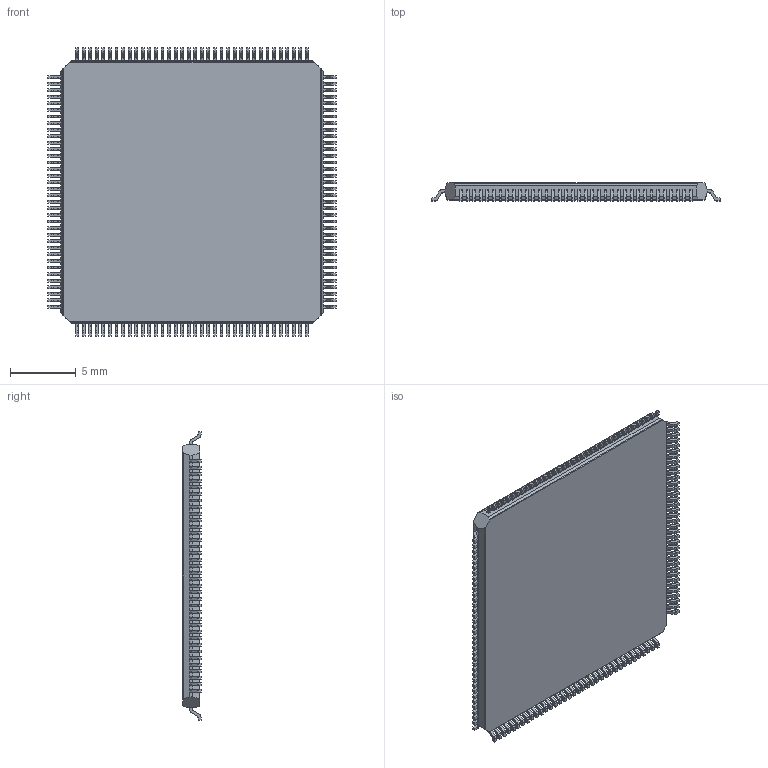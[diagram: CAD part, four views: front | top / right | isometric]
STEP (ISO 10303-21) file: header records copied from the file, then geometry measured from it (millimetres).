
FILE_DESCRIPTION(('STEP AP242'),'1');
FILE_NAME('atsam3x8ea-au.stp','2020-12-04T18:57:18',('TraceParts'),('TraceParts S.A.'),'Spatial InterOp 3D',' ',' ');
FILE_SCHEMA(('AP242_MANAGED_MODEL_BASED_3D_ENGINEERING_MIM_LF {1 0 10303 442 1 1 4}'));
Length unit declared in the file: millimetre
Products named in the file (1): atsam3x8ea-au
Bounding box: 22 x 1.4 x 22 mm (x, y, z)
Volume: 522.7 mm3; surface area: 1048.1 mm2
Topology: 1 solids, 1 shells, 1973 faces, 5406 edges, 3508 vertices
Faces by surface type: plane 1387, cylinder 586
Entity records: 77768 total; most frequent: CARTESIAN_POINT 10888, ORIENTED_EDGE 10812, DIRECTION 10526, EDGE_CURVE 5406, LINE 4234, VECTOR 4234, VERTEX_POINT 3508, AXIS2_PLACEMENT_3D 3146
